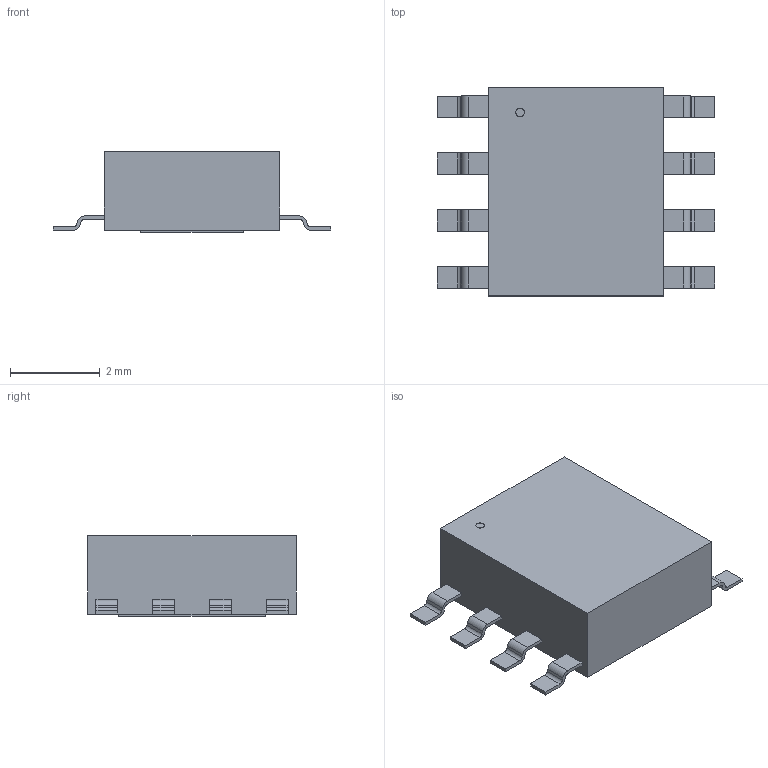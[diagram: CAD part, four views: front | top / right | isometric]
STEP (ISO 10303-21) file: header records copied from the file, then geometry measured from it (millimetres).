
FILE_DESCRIPTION(('FreeCAD Model'),'2;1');
FILE_NAME('Open CASCADE Shape Model','2025-03-12T20:33:56',(''),(''), 'Open CASCADE STEP processor 7.8','FreeCAD','Unknown');
FILE_SCHEMA(('AUTOMOTIVE_DESIGN { 1 0 10303 214 1 1 1 1 }'));
Length unit declared in the file: millimetre
Products named in the file (12): part011; part; part001; part002; part003; part004; part005; part006; part007; part008; part009; part010
Assembly tree (11 placements, depth 2):
  part011
    part
    part001
    part002
    part003
    part004
    part005
    part006
    part007
    part008
    part009
    part010
Bounding box: 6.2 x 4.65 x 1.81 mm (x, y, z)
Volume: 32.6 mm3; surface area: 94 mm2
Topology: 11 solids, 11 shells, 127 faces, 315 edges, 210 vertices
Faces by surface type: plane 94, cylinder 33
Full cylindrical faces by diameter (mm): 0.196 x1
Entity records: 4812 total; most frequent: CARTESIAN_POINT 665, DIRECTION 658, ORIENTED_EDGE 630, EDGE_CURVE 315, LINE 248, VECTOR 248, VERTEX_POINT 210, AXIS2_PLACEMENT_3D 205
